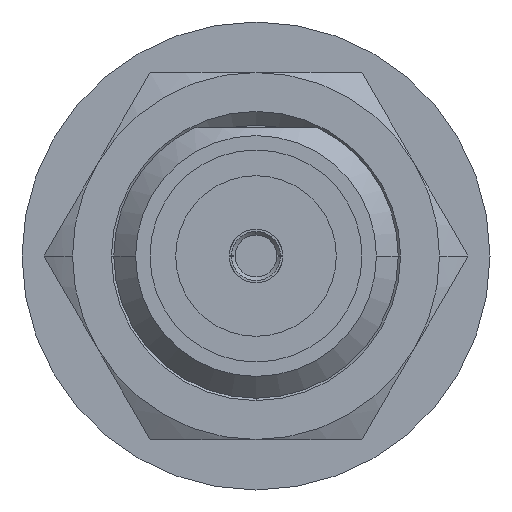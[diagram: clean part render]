
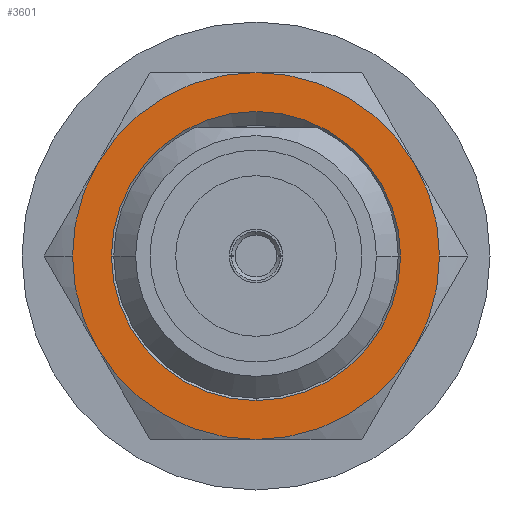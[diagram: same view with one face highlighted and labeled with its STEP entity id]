
A CAD part, left-side view. The second image highlights one B-rep face of the part: STEP entity #3601.
In plain terms, the highlighted planar face has unit normal (-1, 0, 0).
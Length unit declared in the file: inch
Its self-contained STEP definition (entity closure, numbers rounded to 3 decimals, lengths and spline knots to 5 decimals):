
#55 = CIRCLE ( 'NONE', #4435, 0.15748 ) ;
#117 = AXIS2_PLACEMENT_3D ( 'NONE', #1292, #1373, #549 ) ;
#191 = EDGE_CURVE ( 'NONE', #484, #3850, #2085, .T. ) ;
#326 = CARTESIAN_POINT ( 'NONE',  ( 0., 0., 0. ) ) ;
#347 = VERTEX_POINT ( 'NONE', #1342 ) ;
#369 = EDGE_CURVE ( 'NONE', #1041, #3298, #1420, .T. ) ;
#393 = DIRECTION ( 'NONE',  ( 1., 0., 0. ) ) ;
#428 = DIRECTION ( 'NONE',  ( 1., 0., 0. ) ) ;
#477 = EDGE_CURVE ( 'NONE', #484, #1870, #3020, .T. ) ;
#484 = VERTEX_POINT ( 'NONE', #2668 ) ;
#505 = CARTESIAN_POINT ( 'NONE',  ( 0., -0.12402, 0. ) ) ;
#532 = ORIENTED_EDGE ( 'NONE', *, *, #191, .T. ) ;
#535 = AXIS2_PLACEMENT_3D ( 'NONE', #4493, #1985, #1200 ) ;
#549 = DIRECTION ( 'NONE',  ( 0., 1., 0. ) ) ;
#653 = CARTESIAN_POINT ( 'NONE',  ( 0., 0., 0.15748 ) ) ;
#657 = ORIENTED_EDGE ( 'NONE', *, *, #1340, .F. ) ;
#666 = VERTEX_POINT ( 'NONE', #653 ) ;
#713 = DIRECTION ( 'NONE',  ( 0., 0., -1. ) ) ;
#745 = DIRECTION ( 'NONE',  ( 0., -0.866, -0.5 ) ) ;
#806 = VERTEX_POINT ( 'NONE', #3747 ) ;
#834 = DIRECTION ( 'NONE',  ( -1., 0., 0. ) ) ;
#836 = ORIENTED_EDGE ( 'NONE', *, *, #2555, .T. ) ;
#848 = CARTESIAN_POINT ( 'NONE',  ( 0., -0.15748, 0. ) ) ;
#914 = CIRCLE ( 'NONE', #535, 0.12402 ) ;
#923 = AXIS2_PLACEMENT_3D ( 'NONE', #326, #2471, #3124 ) ;
#1014 = ORIENTED_EDGE ( 'NONE', *, *, #3309, .F. ) ;
#1016 = CARTESIAN_POINT ( 'NONE',  ( 0., 0., -0.12402 ) ) ;
#1041 = VERTEX_POINT ( 'NONE', #505 ) ;
#1133 = CARTESIAN_POINT ( 'NONE',  ( 0., 0., 0. ) ) ;
#1200 = DIRECTION ( 'NONE',  ( 0., 1., 0. ) ) ;
#1235 = CIRCLE ( 'NONE', #1688, 0.15748 ) ;
#1272 = CARTESIAN_POINT ( 'NONE',  ( 0., 0., 0. ) ) ;
#1292 = CARTESIAN_POINT ( 'NONE',  ( 0., 0., 0. ) ) ;
#1315 = EDGE_LOOP ( 'NONE', ( #657, #4030, #532, #3082, #1014, #2060, #2354, #1615 ) ) ;
#1340 = EDGE_CURVE ( 'NONE', #1870, #347, #1703, .T. ) ;
#1342 = CARTESIAN_POINT ( 'NONE',  ( 0., 0.13638, -0.07874 ) ) ;
#1373 = DIRECTION ( 'NONE',  ( 1., 0., 0. ) ) ;
#1420 = CIRCLE ( 'NONE', #1567, 0.12402 ) ;
#1513 = DIRECTION ( 'NONE',  ( 0., 0.866, 0.5 ) ) ;
#1532 = CIRCLE ( 'NONE', #3140, 0.15748 ) ;
#1547 = CARTESIAN_POINT ( 'NONE',  ( 0., 0., 0. ) ) ;
#1567 = AXIS2_PLACEMENT_3D ( 'NONE', #3474, #1641, #1690 ) ;
#1608 = AXIS2_PLACEMENT_3D ( 'NONE', #1547, #428, #4481 ) ;
#1615 = ORIENTED_EDGE ( 'NONE', *, *, #1994, .T. ) ;
#1641 = DIRECTION ( 'NONE',  ( 1., 0., 0. ) ) ;
#1688 = AXIS2_PLACEMENT_3D ( 'NONE', #3294, #393, #1513 ) ;
#1690 = DIRECTION ( 'NONE',  ( 0., -1., 0. ) ) ;
#1703 = CIRCLE ( 'NONE', #2472, 0.15748 ) ;
#1713 = CARTESIAN_POINT ( 'NONE',  ( 0., 0., 0. ) ) ;
#1724 = VERTEX_POINT ( 'NONE', #3494 ) ;
#1734 = CARTESIAN_POINT ( 'NONE',  ( 0., 0., 0. ) ) ;
#1870 = VERTEX_POINT ( 'NONE', #3345 ) ;
#1898 = CARTESIAN_POINT ( 'NONE',  ( 0., 0., 0. ) ) ;
#1985 = DIRECTION ( 'NONE',  ( 1., 0., 0. ) ) ;
#1994 = EDGE_CURVE ( 'NONE', #3912, #347, #1532, .T. ) ;
#2025 = ORIENTED_EDGE ( 'NONE', *, *, #369, .T. ) ;
#2045 = DIRECTION ( 'NONE',  ( 0., 0.866, 0.5 ) ) ;
#2060 = ORIENTED_EDGE ( 'NONE', *, *, #3331, .F. ) ;
#2085 = CIRCLE ( 'NONE', #4022, 0.15748 ) ;
#2092 = EDGE_CURVE ( 'NONE', #4071, #1041, #914, .T. ) ;
#2354 = ORIENTED_EDGE ( 'NONE', *, *, #4518, .T. ) ;
#2409 = EDGE_LOOP ( 'NONE', ( #2025, #836, #2851 ) ) ;
#2471 = DIRECTION ( 'NONE',  ( 1., 0., 0. ) ) ;
#2472 = AXIS2_PLACEMENT_3D ( 'NONE', #3887, #4010, #713 ) ;
#2555 = EDGE_CURVE ( 'NONE', #3298, #4071, #4148, .T. ) ;
#2625 = DIRECTION ( 'NONE',  ( 0., -0.866, -0.5 ) ) ;
#2668 = CARTESIAN_POINT ( 'NONE',  ( 0., -0.13638, -0.07874 ) ) ;
#2707 = DIRECTION ( 'NONE',  ( 0., 0.866, 0.5 ) ) ;
#2780 = FACE_BOUND ( 'NONE', #2409, .T. ) ;
#2851 = ORIENTED_EDGE ( 'NONE', *, *, #2092, .T. ) ;
#2969 = AXIS2_PLACEMENT_3D ( 'NONE', #1734, #3155, #2045 ) ;
#3009 = DIRECTION ( 'NONE',  ( 1., 0., 0. ) ) ;
#3020 = CIRCLE ( 'NONE', #3867, 0.15748 ) ;
#3082 = ORIENTED_EDGE ( 'NONE', *, *, #4606, .T. ) ;
#3124 = DIRECTION ( 'NONE',  ( 0., 0., 1. ) ) ;
#3130 = DIRECTION ( 'NONE',  ( 0., -0.866, -0.5 ) ) ;
#3140 = AXIS2_PLACEMENT_3D ( 'NONE', #1272, #834, #2707 ) ;
#3155 = DIRECTION ( 'NONE',  ( -1., 0., 0. ) ) ;
#3183 = DIRECTION ( 'NONE',  ( -1., 0., 0. ) ) ;
#3294 = CARTESIAN_POINT ( 'NONE',  ( 0., 0., 0. ) ) ;
#3298 = VERTEX_POINT ( 'NONE', #1016 ) ;
#3309 = EDGE_CURVE ( 'NONE', #666, #806, #3458, .T. ) ;
#3331 = EDGE_CURVE ( 'NONE', #1724, #666, #1235, .T. ) ;
#3345 = CARTESIAN_POINT ( 'NONE',  ( 0., 0., -0.15748 ) ) ;
#3448 = DIRECTION ( 'NONE',  ( -1., 0., 0. ) ) ;
#3458 = CIRCLE ( 'NONE', #923, 0.15748 ) ;
#3474 = CARTESIAN_POINT ( 'NONE',  ( 0., 0., 0. ) ) ;
#3494 = CARTESIAN_POINT ( 'NONE',  ( 0., 0.13638, 0.07874 ) ) ;
#3601 = ADVANCED_FACE ( 'NONE', ( #2780, #3863 ), #3840, .F. ) ;
#3747 = CARTESIAN_POINT ( 'NONE',  ( 0., -0.13638, 0.07874 ) ) ;
#3816 = CIRCLE ( 'NONE', #2969, 0.15748 ) ;
#3840 = PLANE ( 'NONE',  #117 ) ;
#3850 = VERTEX_POINT ( 'NONE', #848 ) ;
#3863 = FACE_OUTER_BOUND ( 'NONE', #1315, .T. ) ;
#3867 = AXIS2_PLACEMENT_3D ( 'NONE', #1898, #3009, #2625 ) ;
#3887 = CARTESIAN_POINT ( 'NONE',  ( 0., 0., 0. ) ) ;
#3912 = VERTEX_POINT ( 'NONE', #4192 ) ;
#4010 = DIRECTION ( 'NONE',  ( 1., 0., 0. ) ) ;
#4022 = AXIS2_PLACEMENT_3D ( 'NONE', #1133, #3448, #745 ) ;
#4030 = ORIENTED_EDGE ( 'NONE', *, *, #477, .F. ) ;
#4071 = VERTEX_POINT ( 'NONE', #4388 ) ;
#4148 = CIRCLE ( 'NONE', #1608, 0.12402 ) ;
#4192 = CARTESIAN_POINT ( 'NONE',  ( 0., 0.15748, 0. ) ) ;
#4388 = CARTESIAN_POINT ( 'NONE',  ( 0., 0.12402, 0. ) ) ;
#4435 = AXIS2_PLACEMENT_3D ( 'NONE', #1713, #3183, #3130 ) ;
#4481 = DIRECTION ( 'NONE',  ( 0., -1., 0. ) ) ;
#4493 = CARTESIAN_POINT ( 'NONE',  ( 0., 0., 0. ) ) ;
#4518 = EDGE_CURVE ( 'NONE', #1724, #3912, #3816, .T. ) ;
#4606 = EDGE_CURVE ( 'NONE', #3850, #806, #55, .T. ) ;
